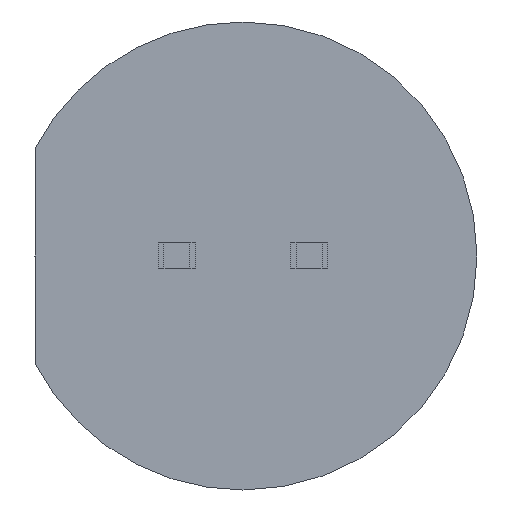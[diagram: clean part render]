
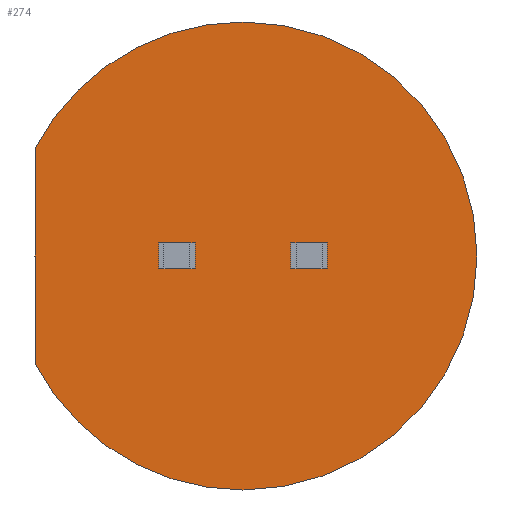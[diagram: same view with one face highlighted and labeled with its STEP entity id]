
A CAD part, front view. The second image highlights one B-rep face of the part: STEP entity #274.
In plain terms, the highlighted planar face has unit normal (0, -1, 0).
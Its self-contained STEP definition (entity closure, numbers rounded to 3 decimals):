
#33 = VERTEX_POINT ( 'NONE', #10600 ) ;
#43 = EDGE_CURVE ( 'NONE', #19971, #33, #10658, .T. ) ;
#274 = ADVANCED_FACE ( 'NONE', ( #11547, #11546, #11545 ), #11589, .F. ) ;
#281 = EDGE_CURVE ( 'NONE', #33, #19952, #11641, .T. ) ;
#283 = ORIENTED_EDGE ( 'NONE', *, *, #293, .F. ) ;
#284 = VERTEX_POINT ( 'NONE', #11636 ) ;
#285 = VERTEX_POINT ( 'NONE', #11635 ) ;
#287 = VERTEX_POINT ( 'NONE', #11634 ) ;
#293 = EDGE_CURVE ( 'NONE', #284, #311, #11632, .T. ) ;
#300 = VERTEX_POINT ( 'NONE', #11684 ) ;
#301 = ORIENTED_EDGE ( 'NONE', *, *, #9357, .F. ) ;
#302 = ORIENTED_EDGE ( 'NONE', *, *, #304, .T. ) ;
#303 = VERTEX_POINT ( 'NONE', #11683 ) ;
#304 = EDGE_CURVE ( 'NONE', #9348, #303, #11682, .T. ) ;
#305 = ORIENTED_EDGE ( 'NONE', *, *, #306, .T. ) ;
#306 = EDGE_CURVE ( 'NONE', #303, #300, #11678, .T. ) ;
#308 = EDGE_LOOP ( 'NONE', ( #309, #283, #320, #323 ) ) ;
#309 = ORIENTED_EDGE ( 'NONE', *, *, #310, .F. ) ;
#310 = EDGE_CURVE ( 'NONE', #311, #287, #11722, .T. ) ;
#311 = VERTEX_POINT ( 'NONE', #11718 ) ;
#312 = EDGE_LOOP ( 'NONE', ( #313, #315, #316, #317 ) ) ;
#313 = ORIENTED_EDGE ( 'NONE', *, *, #43, .F. ) ;
#315 = ORIENTED_EDGE ( 'NONE', *, *, #19970, .F. ) ;
#316 = ORIENTED_EDGE ( 'NONE', *, *, #19986, .F. ) ;
#317 = ORIENTED_EDGE ( 'NONE', *, *, #281, .F. ) ;
#319 = EDGE_CURVE ( 'NONE', #285, #287, #11716, .T. ) ;
#320 = ORIENTED_EDGE ( 'NONE', *, *, #321, .T. ) ;
#321 = EDGE_CURVE ( 'NONE', #284, #285, #11712, .T. ) ;
#323 = ORIENTED_EDGE ( 'NONE', *, *, #319, .T. ) ;
#6973 = CARTESIAN_POINT ( 'NONE',  ( 1.02, 0., 0.25 ) ) ;
#7323 = DIRECTION ( 'NONE',  ( -1., 0., 0. ) ) ;
#7324 = VECTOR ( 'NONE', #7323, 1000. ) ;
#7325 = CARTESIAN_POINT ( 'NONE',  ( -0.149, 0., 0.25 ) ) ;
#7326 = LINE ( 'NONE', #7325, #7324 ) ;
#7337 = CARTESIAN_POINT ( 'NONE',  ( 1.52, 0., 0.25 ) ) ;
#9251 = VERTEX_POINT ( 'NONE', #6973 ) ;
#9348 = VERTEX_POINT ( 'NONE', #7337 ) ;
#9357 = EDGE_CURVE ( 'NONE', #9348, #9251, #7326, .T. ) ;
#10600 = CARTESIAN_POINT ( 'NONE',  ( -4., 0., 2.062 ) ) ;
#10649 = DIRECTION ( 'NONE',  ( 0., 0., 1. ) ) ;
#10650 = VECTOR ( 'NONE', #10649, 1000. ) ;
#10651 = CARTESIAN_POINT ( 'NONE',  ( -4., 0., 0. ) ) ;
#10658 = LINE ( 'NONE', #10651, #10650 ) ;
#11545 = FACE_OUTER_BOUND ( 'NONE', #312, .T. ) ;
#11546 = FACE_BOUND ( 'NONE', #308, .T. ) ;
#11547 = FACE_BOUND ( 'NONE', #14070, .T. ) ;
#11585 = DIRECTION ( 'NONE',  ( 0., 0., 1. ) ) ;
#11586 = DIRECTION ( 'NONE',  ( 0., 1., 0. ) ) ;
#11587 = CARTESIAN_POINT ( 'NONE',  ( -10.041, 0., 0. ) ) ;
#11588 = AXIS2_PLACEMENT_3D ( 'NONE', #11587, #11586, #11585 ) ;
#11589 = PLANE ( 'NONE',  #11588 ) ;
#11629 = DIRECTION ( 'NONE',  ( -1., 0., 0. ) ) ;
#11630 = VECTOR ( 'NONE', #11629, 1000. ) ;
#11631 = CARTESIAN_POINT ( 'NONE',  ( -0.149, 0., 0.25 ) ) ;
#11632 = LINE ( 'NONE', #11631, #11630 ) ;
#11634 = CARTESIAN_POINT ( 'NONE',  ( -1.52, 0., -0.25 ) ) ;
#11635 = CARTESIAN_POINT ( 'NONE',  ( -1.02, 0., -0.25 ) ) ;
#11636 = CARTESIAN_POINT ( 'NONE',  ( -1.02, 0., 0.25 ) ) ;
#11637 = DIRECTION ( 'NONE',  ( 0., 0., 1. ) ) ;
#11638 = DIRECTION ( 'NONE',  ( 0., 1., 0. ) ) ;
#11639 = CARTESIAN_POINT ( 'NONE',  ( 0., 0., 0. ) ) ;
#11640 = AXIS2_PLACEMENT_3D ( 'NONE', #11639, #11638, #11637 ) ;
#11641 = CIRCLE ( 'NONE', #11640, 4.5 ) ;
#11675 = DIRECTION ( 'NONE',  ( -1., 0., 0. ) ) ;
#11676 = VECTOR ( 'NONE', #11675, 1000. ) ;
#11677 = CARTESIAN_POINT ( 'NONE',  ( -0.149, 0., -0.25 ) ) ;
#11678 = LINE ( 'NONE', #11677, #11676 ) ;
#11679 = DIRECTION ( 'NONE',  ( 0., 0., -1. ) ) ;
#11680 = VECTOR ( 'NONE', #11679, 1000. ) ;
#11681 = CARTESIAN_POINT ( 'NONE',  ( 1.52, 0., 0.25 ) ) ;
#11682 = LINE ( 'NONE', #11681, #11680 ) ;
#11683 = CARTESIAN_POINT ( 'NONE',  ( 1.52, 0., -0.25 ) ) ;
#11684 = CARTESIAN_POINT ( 'NONE',  ( 1.02, 0., -0.25 ) ) ;
#11709 = DIRECTION ( 'NONE',  ( 0., 0., -1. ) ) ;
#11710 = VECTOR ( 'NONE', #11709, 1000. ) ;
#11711 = CARTESIAN_POINT ( 'NONE',  ( -1.02, 0., 0.25 ) ) ;
#11712 = LINE ( 'NONE', #11711, #11710 ) ;
#11713 = DIRECTION ( 'NONE',  ( -1., 0., 0. ) ) ;
#11714 = VECTOR ( 'NONE', #11713, 1000. ) ;
#11715 = CARTESIAN_POINT ( 'NONE',  ( -0.149, 0., -0.25 ) ) ;
#11716 = LINE ( 'NONE', #11715, #11714 ) ;
#11718 = CARTESIAN_POINT ( 'NONE',  ( -1.52, 0., 0.25 ) ) ;
#11719 = DIRECTION ( 'NONE',  ( 0., 0., -1. ) ) ;
#11720 = VECTOR ( 'NONE', #11719, 1000. ) ;
#11721 = CARTESIAN_POINT ( 'NONE',  ( -1.52, 0., 0.25 ) ) ;
#11722 = LINE ( 'NONE', #11721, #11720 ) ;
#14057 = EDGE_CURVE ( 'NONE', #9251, #300, #18509, .T. ) ;
#14066 = ORIENTED_EDGE ( 'NONE', *, *, #14057, .F. ) ;
#14070 = EDGE_LOOP ( 'NONE', ( #14066, #301, #302, #305 ) ) ;
#18506 = DIRECTION ( 'NONE',  ( 0., 0., -1. ) ) ;
#18507 = VECTOR ( 'NONE', #18506, 1000. ) ;
#18508 = CARTESIAN_POINT ( 'NONE',  ( 1.02, 0., 0.25 ) ) ;
#18509 = LINE ( 'NONE', #18508, #18507 ) ;
#19225 = CARTESIAN_POINT ( 'NONE',  ( 0., 0., 4.5 ) ) ;
#19252 = DIRECTION ( 'NONE',  ( 0., 0., 1. ) ) ;
#19253 = DIRECTION ( 'NONE',  ( 0., 1., 0. ) ) ;
#19254 = CARTESIAN_POINT ( 'NONE',  ( 0., 0., 0. ) ) ;
#19255 = AXIS2_PLACEMENT_3D ( 'NONE', #19254, #19253, #19252 ) ;
#19256 = CIRCLE ( 'NONE', #19255, 4.5 ) ;
#19271 = CARTESIAN_POINT ( 'NONE',  ( -4., 0., -2.062 ) ) ;
#19272 = DIRECTION ( 'NONE',  ( 0., 0., 1. ) ) ;
#19273 = DIRECTION ( 'NONE',  ( 0., 1., 0. ) ) ;
#19274 = CARTESIAN_POINT ( 'NONE',  ( 0., 0., 0. ) ) ;
#19275 = AXIS2_PLACEMENT_3D ( 'NONE', #19274, #19273, #19272 ) ;
#19276 = CIRCLE ( 'NONE', #19275, 4.5 ) ;
#19309 = CARTESIAN_POINT ( 'NONE',  ( 0., 0., -4.5 ) ) ;
#19952 = VERTEX_POINT ( 'NONE', #19225 ) ;
#19970 = EDGE_CURVE ( 'NONE', #19989, #19971, #19276, .T. ) ;
#19971 = VERTEX_POINT ( 'NONE', #19271 ) ;
#19986 = EDGE_CURVE ( 'NONE', #19952, #19989, #19256, .T. ) ;
#19989 = VERTEX_POINT ( 'NONE', #19309 ) ;
